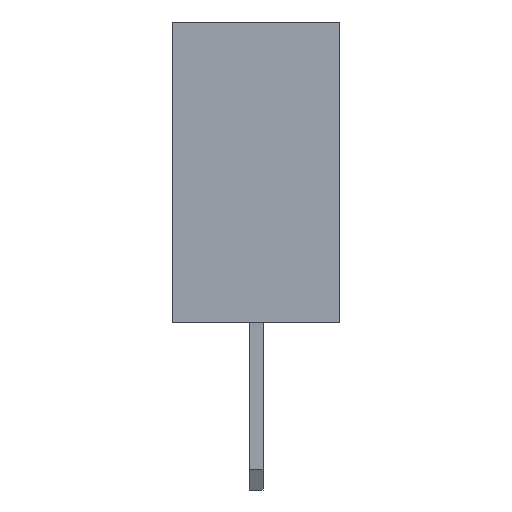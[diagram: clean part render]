
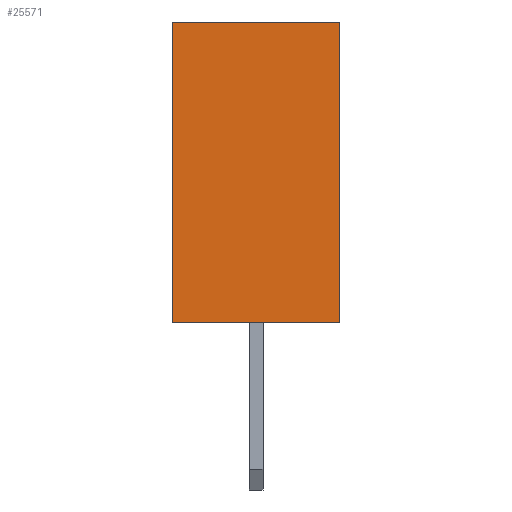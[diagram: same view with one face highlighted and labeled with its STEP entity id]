
A CAD part, left-side view. The second image highlights one B-rep face of the part: STEP entity #25571.
In plain terms, the highlighted planar face has unit normal (-1, 0, 0).
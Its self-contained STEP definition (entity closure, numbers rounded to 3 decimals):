
#1609 = CARTESIAN_POINT ( 'NONE',  ( -14., 1.2, 0. ) ) ;
#1727 = VECTOR ( 'NONE', #17015, 1000. ) ;
#2489 = CARTESIAN_POINT ( 'NONE',  ( -14., 1.2, 0. ) ) ;
#3345 = VECTOR ( 'NONE', #45440, 1000. ) ;
#4772 = CARTESIAN_POINT ( 'NONE',  ( -14., 1.2, 4.3 ) ) ;
#5462 = LINE ( 'NONE', #16539, #1727 ) ;
#5965 = ORIENTED_EDGE ( 'NONE', *, *, #23315, .F. ) ;
#7492 = DIRECTION ( 'NONE',  ( 0., 0., -1. ) ) ;
#9629 = VERTEX_POINT ( 'NONE', #27084 ) ;
#9900 = EDGE_CURVE ( 'NONE', #26966, #24491, #37731, .T. ) ;
#11079 = DIRECTION ( 'NONE',  ( 1., 0., 0. ) ) ;
#11564 = VERTEX_POINT ( 'NONE', #1609 ) ;
#13722 = ORIENTED_EDGE ( 'NONE', *, *, #19008, .T. ) ;
#14146 = EDGE_CURVE ( 'NONE', #11564, #9629, #46140, .T. ) ;
#16539 = CARTESIAN_POINT ( 'NONE',  ( -14., -1.2, 4.3 ) ) ;
#17015 = DIRECTION ( 'NONE',  ( 0., 0., -1. ) ) ;
#19008 = EDGE_CURVE ( 'NONE', #26966, #11564, #35692, .T. ) ;
#23315 = EDGE_CURVE ( 'NONE', #24491, #9629, #5462, .T. ) ;
#24491 = VERTEX_POINT ( 'NONE', #41253 ) ;
#24783 = PLANE ( 'NONE',  #39611 ) ;
#24795 = DIRECTION ( 'NONE',  ( 0., 0., -1. ) ) ;
#25571 = ADVANCED_FACE ( 'NONE', ( #35462 ), #24783, .F. ) ;
#26072 = VECTOR ( 'NONE', #30132, 1000. ) ;
#26092 = CARTESIAN_POINT ( 'NONE',  ( -14., 1.2, 4.3 ) ) ;
#26966 = VERTEX_POINT ( 'NONE', #4772 ) ;
#27084 = CARTESIAN_POINT ( 'NONE',  ( -14., -1.2, 0. ) ) ;
#28799 = CARTESIAN_POINT ( 'NONE',  ( -14., 1.2, 4.3 ) ) ;
#30132 = DIRECTION ( 'NONE',  ( 0., -1., 0. ) ) ;
#32059 = VECTOR ( 'NONE', #24795, 1000. ) ;
#33277 = EDGE_LOOP ( 'NONE', ( #43901, #5965, #42988, #13722 ) ) ;
#35462 = FACE_OUTER_BOUND ( 'NONE', #33277, .T. ) ;
#35692 = LINE ( 'NONE', #42153, #32059 ) ;
#37731 = LINE ( 'NONE', #26092, #26072 ) ;
#39611 = AXIS2_PLACEMENT_3D ( 'NONE', #28799, #11079, #7492 ) ;
#41253 = CARTESIAN_POINT ( 'NONE',  ( -14., -1.2, 4.3 ) ) ;
#42153 = CARTESIAN_POINT ( 'NONE',  ( -14., 1.2, 4.3 ) ) ;
#42988 = ORIENTED_EDGE ( 'NONE', *, *, #9900, .F. ) ;
#43901 = ORIENTED_EDGE ( 'NONE', *, *, #14146, .T. ) ;
#45440 = DIRECTION ( 'NONE',  ( 0., -1., 0. ) ) ;
#46140 = LINE ( 'NONE', #2489, #3345 ) ;
